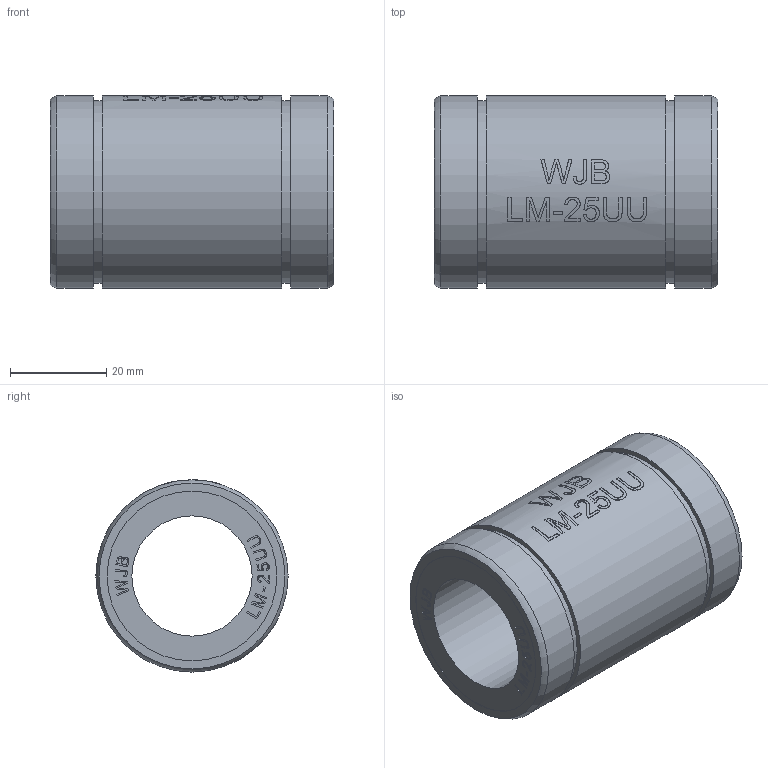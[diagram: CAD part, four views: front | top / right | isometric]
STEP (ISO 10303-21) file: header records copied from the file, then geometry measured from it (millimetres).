
FILE_DESCRIPTION(/* description */ (''),/* implementation_level */ '2;1');
FILE_NAME(/* name */ 'WJB-LM-25UU.stp',/* time_stamp */ '2019-01-27T11:31:21+08:00',/* author */ (''),/* organization */ (''),/* preprocessor_version */ 'ST-DEVELOPER v11',/* originating_system */ 'SIEMENS UGS NX 6.0',/* authorisation */ '');
FILE_SCHEMA (('AUTOMOTIVE_DESIGN { 1 0 10303 214 1 1 1 1 }'));
Length unit declared in the file: millimetre
Products named in the file (1): ROCKE321yzvw
Bounding box: 59 x 40 x 40 mm (x, y, z)
Volume: 44514.4 mm3; surface area: 13971 mm2
Topology: 1 solids, 1 shells, 291 faces, 739 edges, 492 vertices
Faces by surface type: plane 185, extrusion 84, cylinder 20, torus 2
Full cylindrical faces by diameter (mm): 25 x1, 35.3 x2, 38 x2, 40 x3
Entity records: 11254 total; most frequent: CARTESIAN_POINT 4682, ORIENTED_EDGE 1458, DIRECTION 1029, EDGE_CURVE 729, VERTEX_POINT 492, VECTOR 473, LINE 389, B_SPLINE_CURVE_WITH_KNOTS 354
